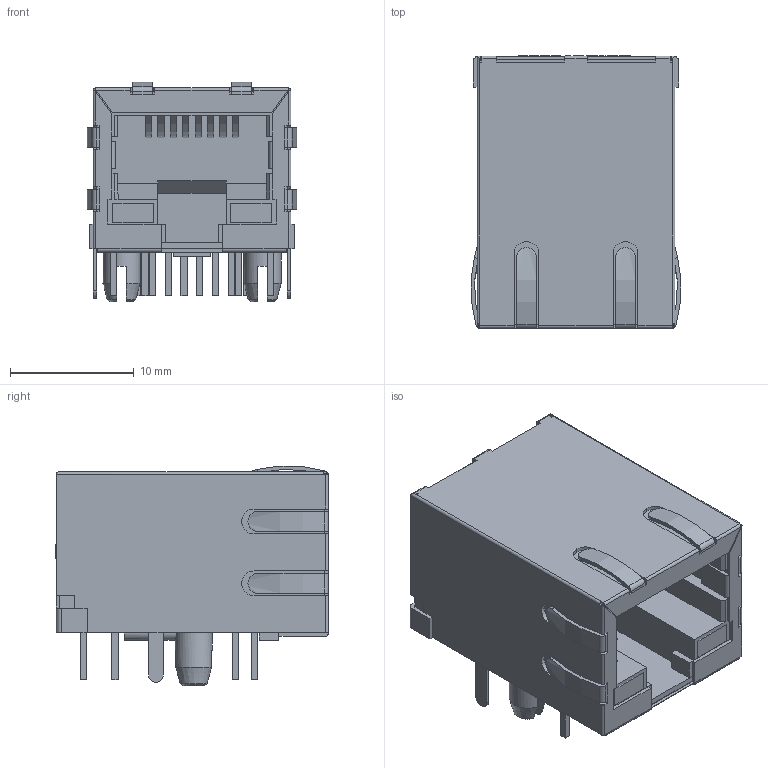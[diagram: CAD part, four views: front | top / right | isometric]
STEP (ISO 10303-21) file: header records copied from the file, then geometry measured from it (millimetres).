
FILE_DESCRIPTION(('FreeCAD Model'),'2;1');
FILE_NAME('Open CASCADE Shape Model','2023-10-05T01:36:26',(''),(''), 'Open CASCADE STEP processor 7.6','FreeCAD','Unknown');
FILE_SCHEMA(('AUTOMOTIVE_DESIGN { 1 0 10303 214 1 1 1 1 }'));
Length unit declared in the file: millimetre
Products named in the file (12): RJ45_UDE; contacts; Extrude003; pins; Compound; extern_body_model; green_led_pins; yellow_led_pins; green_led; yellow_led; string; inbody
Assembly tree (21 placements, depth 3):
  RJ45_UDE
    contacts
      Extrude003  x8
    pins
      Compound  x4
    extern_body_model
    green_led_pins
    yellow_led_pins
    green_led
    yellow_led
    string
    inbody
Bounding box: 16.96 x 22.05 x 17.78 mm (x, y, z)
Volume: 3613.9 mm3; surface area: 5040.8 mm2
Topology: 34 solids, 34 shells, 700 faces, 1882 edges, 1230 vertices
Faces by surface type: plane 416, extrusion 176, cylinder 96, cone 12
Full cylindrical faces by diameter (mm): 3 x2
Entity records: 20764 total; most frequent: CARTESIAN_POINT 4946, ORIENTED_EDGE 3452, DIRECTION 2638, EDGE_CURVE 1726, VECTOR 1346, LINE 1170, VERTEX_POINT 1126, AXIS2_PLACEMENT_3D 646
